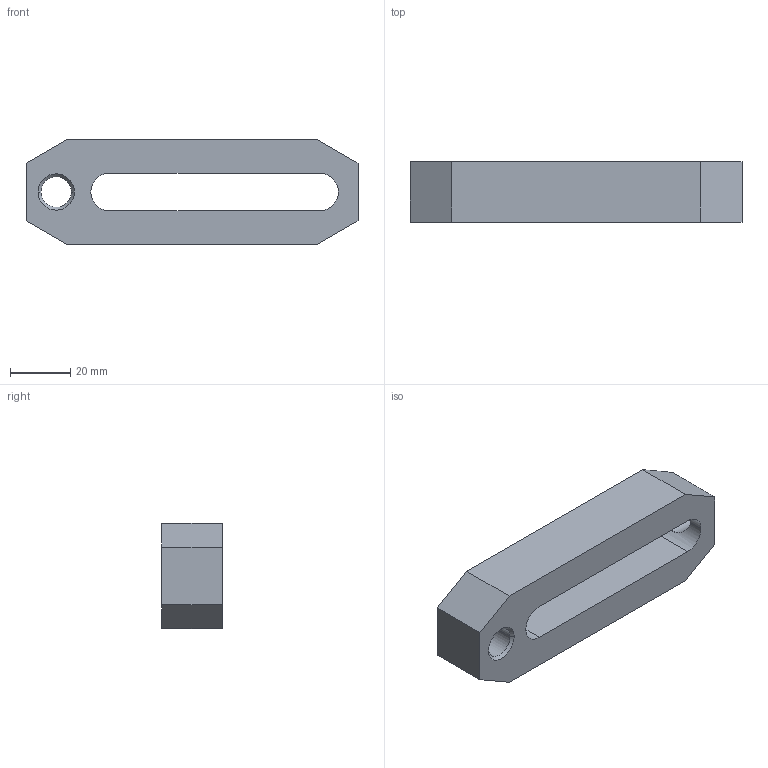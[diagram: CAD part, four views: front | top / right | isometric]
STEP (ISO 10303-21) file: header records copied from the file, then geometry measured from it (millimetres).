
FILE_DESCRIPTION(('STEP AP203'),'1');
FILE_NAME('2370_022.stp','2014-04-28T17:10:48',('TraceParts'),('TraceParts S.A.'),'XStep 1.0',' ',' ');
FILE_SCHEMA(('CONFIG_CONTROL_DESIGN'));
Length unit declared in the file: millimetre
Products named in the file (1): 1
Bounding box: 110 x 20 x 35 mm (x, y, z)
Volume: 50588.2 mm3; surface area: 14681.1 mm2
Topology: 1 solids, 1 shells, 26 faces, 68 edges, 43 vertices
Faces by surface type: plane 12, cylinder 8, cone 6
Entity records: 913 total; most frequent: CARTESIAN_POINT 205, DIRECTION 139, ORIENTED_EDGE 136, EDGE_CURVE 68, AXIS2_PLACEMENT_3D 47, LINE 45, VECTOR 45, VERTEX_POINT 43
